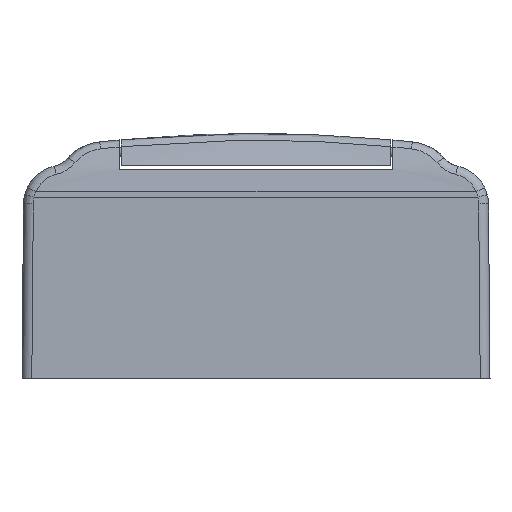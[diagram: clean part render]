
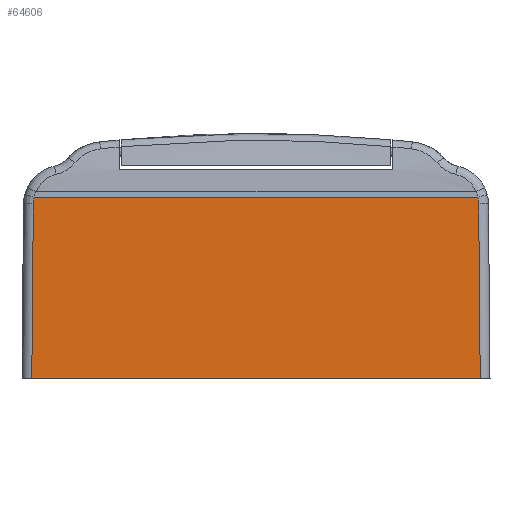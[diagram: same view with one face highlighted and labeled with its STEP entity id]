
A CAD part, left-side view. The second image highlights one B-rep face of the part: STEP entity #64606.
In plain terms, the highlighted planar face has unit normal (-1, 0, 0.009).
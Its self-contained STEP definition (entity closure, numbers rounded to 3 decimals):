
#88 = CARTESIAN_POINT ( 'NONE',  ( -198.902, -90.902, 71.236 ) ) ;
#3372 = CARTESIAN_POINT ( 'NONE',  ( -198.885, -90.772, 73.131 ) ) ;
#9468 = VERTEX_POINT ( 'NONE', #139294 ) ;
#11492 = CARTESIAN_POINT ( 'NONE',  ( -198.885, 90.771, 73.135 ) ) ;
#22674 = VECTOR ( 'NONE', #112211, 1000. ) ;
#23098 = EDGE_LOOP ( 'NONE', ( #92984, #86191, #137018, #56697, #32549, #90412 ) ) ;
#23676 = AXIS2_PLACEMENT_3D ( 'NONE', #118043, #49991, #129347 ) ;
#31983 = VECTOR ( 'NONE', #142729, 1000. ) ;
#32368 = EDGE_CURVE ( 'NONE', #112011, #55380, #45099, .T. ) ;
#32549 = ORIENTED_EDGE ( 'NONE', *, *, #92226, .T. ) ;
#32811 = CARTESIAN_POINT ( 'NONE',  ( -199.524, -91.524, 0. ) ) ;
#35336 = EDGE_CURVE ( 'NONE', #36424, #9468, #119046, .T. ) ;
#36424 = VERTEX_POINT ( 'NONE', #122531 ) ;
#41529 = VECTOR ( 'NONE', #76001, 1000. ) ;
#41913 = CARTESIAN_POINT ( 'NONE',  ( -198.902, 90.902, 71.236 ) ) ;
#45099 = LINE ( 'NONE', #121146, #41529 ) ;
#46244 = VECTOR ( 'NONE', #80053, 1000. ) ;
#49991 = DIRECTION ( 'NONE',  ( -1., 0., 0.009 ) ) ;
#51940 = CARTESIAN_POINT ( 'NONE',  ( -199.524, -95., 0. ) ) ;
#55380 = VERTEX_POINT ( 'NONE', #128488 ) ;
#56017 = FACE_OUTER_BOUND ( 'NONE', #23098, .T. ) ;
#56662 = CARTESIAN_POINT ( 'NONE',  ( -198.902, 90.902, 71.236 ) ) ;
#56697 = ORIENTED_EDGE ( 'NONE', *, *, #128728, .T. ) ;
#59692 = VERTEX_POINT ( 'NONE', #88 ) ;
#60940 = PLANE ( 'NONE',  #23676 ) ;
#64606 = ADVANCED_FACE ( 'NONE', ( #56017 ), #60940, .T. ) ;
#68075 = CARTESIAN_POINT ( 'NONE',  ( -198.894, 90.894, 72.186 ) ) ;
#71376 = CARTESIAN_POINT ( 'NONE',  ( -198.902, -90.902, 71.236 ) ) ;
#71669 = EDGE_CURVE ( 'NONE', #36424, #123661, #136755, .T. ) ;
#76001 = DIRECTION ( 'NONE',  ( 0., 1., 0. ) ) ;
#77058 = B_SPLINE_CURVE_WITH_KNOTS ( 'NONE', 3,
 ( #56662, #68075, #11492, #90921 ),
 .UNSPECIFIED., .F., .F.,
 ( 4, 4 ),
 ( 0., 1. ),
 .UNSPECIFIED. ) ;
#80053 = DIRECTION ( 'NONE',  ( 0.009, -0.009, 1. ) ) ;
#82777 = CARTESIAN_POINT ( 'NONE',  ( -198.877, -90.538, 74.056 ) ) ;
#83094 = LINE ( 'NONE', #32811, #22674 ) ;
#86191 = ORIENTED_EDGE ( 'NONE', *, *, #71669, .F. ) ;
#90412 = ORIENTED_EDGE ( 'NONE', *, *, #32368, .T. ) ;
#90921 = CARTESIAN_POINT ( 'NONE',  ( -198.877, 90.538, 74.056 ) ) ;
#92226 = EDGE_CURVE ( 'NONE', #59692, #112011, #115490, .T. ) ;
#92984 = ORIENTED_EDGE ( 'NONE', *, *, #130305, .F. ) ;
#101896 = CARTESIAN_POINT ( 'NONE',  ( -198.993, 90.993, 60.794 ) ) ;
#112011 = VERTEX_POINT ( 'NONE', #125495 ) ;
#112211 = DIRECTION ( 'NONE',  ( 0.009, 0.009, 1. ) ) ;
#115490 = B_SPLINE_CURVE_WITH_KNOTS ( 'NONE', 3,
 ( #71376, #139329, #3372, #82777 ),
 .UNSPECIFIED., .F., .F.,
 ( 4, 4 ),
 ( 0., 1. ),
 .UNSPECIFIED. ) ;
#118043 = CARTESIAN_POINT ( 'NONE',  ( -199., 0., 60. ) ) ;
#119046 = LINE ( 'NONE', #51940, #31983 ) ;
#121146 = CARTESIAN_POINT ( 'NONE',  ( -198.877, 0., 74.056 ) ) ;
#122531 = CARTESIAN_POINT ( 'NONE',  ( -199.524, 91.524, 0. ) ) ;
#123661 = VERTEX_POINT ( 'NONE', #41913 ) ;
#125495 = CARTESIAN_POINT ( 'NONE',  ( -198.877, -90.538, 74.056 ) ) ;
#128488 = CARTESIAN_POINT ( 'NONE',  ( -198.877, 90.538, 74.056 ) ) ;
#128728 = EDGE_CURVE ( 'NONE', #9468, #59692, #83094, .T. ) ;
#129347 = DIRECTION ( 'NONE',  ( 0.009, 0., 1. ) ) ;
#130305 = EDGE_CURVE ( 'NONE', #123661, #55380, #77058, .T. ) ;
#136755 = LINE ( 'NONE', #101896, #46244 ) ;
#137018 = ORIENTED_EDGE ( 'NONE', *, *, #35336, .T. ) ;
#139294 = CARTESIAN_POINT ( 'NONE',  ( -199.524, -91.524, 0. ) ) ;
#139329 = CARTESIAN_POINT ( 'NONE',  ( -198.894, -90.894, 72.191 ) ) ;
#142729 = DIRECTION ( 'NONE',  ( 0., -1., 0. ) ) ;
